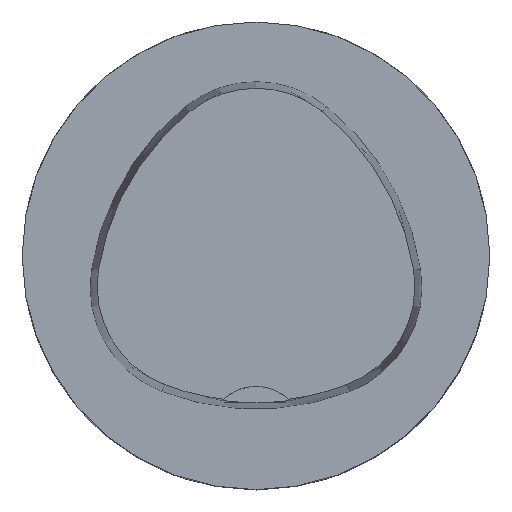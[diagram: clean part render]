
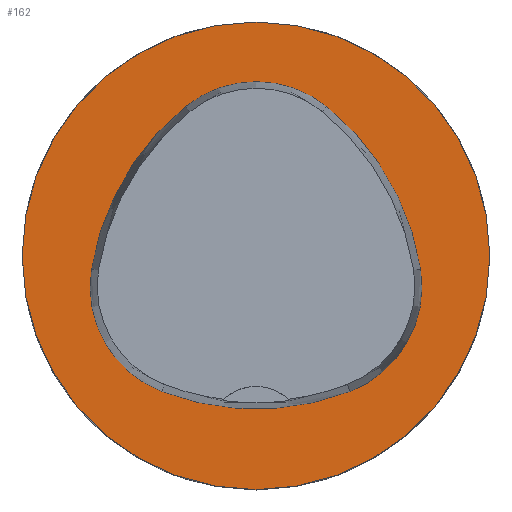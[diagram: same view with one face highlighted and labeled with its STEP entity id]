
A CAD part, top view. The second image highlights one B-rep face of the part: STEP entity #162.
In plain terms, the highlighted planar face has unit normal (0, 0, 1).
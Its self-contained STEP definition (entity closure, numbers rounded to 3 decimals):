
#108=PLANE('',#537);
#162=ADVANCED_FACE('',(#211,#212),#108,.T.);
#185=CIRCLE('',#509,25.0);
#186=CIRCLE('',#515,28.0);
#188=CIRCLE('',#518,12.0);
#190=CIRCLE('',#521,28.0);
#192=CIRCLE('',#524,12.0);
#196=CIRCLE('',#529,28.0);
#198=CIRCLE('',#532,12.0);
#211=FACE_BOUND('',#232,.T.);
#212=FACE_BOUND('',#233,.T.);
#232=EDGE_LOOP('',(#317,#318,#319,#320,#321,#322));
#233=EDGE_LOOP('',(#323));
#317=ORIENTED_EDGE('',*,*,#444,.T.);
#318=ORIENTED_EDGE('',*,*,#424,.T.);
#319=ORIENTED_EDGE('',*,*,#428,.T.);
#320=ORIENTED_EDGE('',*,*,#431,.T.);
#321=ORIENTED_EDGE('',*,*,#434,.T.);
#322=ORIENTED_EDGE('',*,*,#442,.T.);
#323=ORIENTED_EDGE('',*,*,#415,.F.);
#378=VERTEX_POINT('',#716);
#387=VERTEX_POINT('',#735);
#388=VERTEX_POINT('',#736);
#391=VERTEX_POINT('',#744);
#393=VERTEX_POINT('',#750);
#395=VERTEX_POINT('',#756);
#402=VERTEX_POINT('',#777);
#415=EDGE_CURVE('',#378,#378,#185,.T.);
#424=EDGE_CURVE('',#387,#388,#186,.T.);
#428=EDGE_CURVE('',#388,#391,#188,.T.);
#431=EDGE_CURVE('',#391,#393,#190,.T.);
#434=EDGE_CURVE('',#393,#395,#192,.T.);
#442=EDGE_CURVE('',#395,#402,#196,.T.);
#444=EDGE_CURVE('',#402,#387,#198,.T.);
#509=AXIS2_PLACEMENT_3D('',#715,#576,#577);
#515=AXIS2_PLACEMENT_3D('',#734,#592,#593);
#518=AXIS2_PLACEMENT_3D('',#743,#600,#601);
#521=AXIS2_PLACEMENT_3D('',#749,#607,#608);
#524=AXIS2_PLACEMENT_3D('',#755,#614,#615);
#529=AXIS2_PLACEMENT_3D('',#778,#626,#627);
#532=AXIS2_PLACEMENT_3D('',#781,#632,#633);
#537=AXIS2_PLACEMENT_3D('',#786,#642,#643);
#576=DIRECTION('',(0.0,0.0,-1.0));
#577=DIRECTION('',(-1.0,0.0,0.0));
#592=DIRECTION('',(0.0,0.0,-1.0));
#593=DIRECTION('',(-1.0,0.0,0.0));
#600=DIRECTION('',(0.0,0.0,-1.0));
#601=DIRECTION('',(-1.0,0.0,0.0));
#607=DIRECTION('',(0.0,0.0,-1.0));
#608=DIRECTION('',(-1.0,0.0,0.0));
#614=DIRECTION('',(0.0,0.0,-1.0));
#615=DIRECTION('',(-1.0,0.0,0.0));
#626=DIRECTION('',(0.0,0.0,-1.0));
#627=DIRECTION('',(-1.0,0.0,0.0));
#632=DIRECTION('',(0.0,0.0,-1.0));
#633=DIRECTION('',(-1.0,0.0,0.0));
#642=DIRECTION('',(0.0,0.0,1.0));
#643=DIRECTION('',(-1.0,0.0,0.0));
#715=CARTESIAN_POINT('',(0.0,0.0,0.0));
#716=CARTESIAN_POINT('',(-25.0,0.0,0.0));
#734=CARTESIAN_POINT('',(10.068,-5.824,0.0));
#735=CARTESIAN_POINT('',(-17.584,-1.424,0.0));
#736=CARTESIAN_POINT('',(-7.531,15.953,0.0));
#743=CARTESIAN_POINT('',(0.011,6.62,0.0));
#744=CARTESIAN_POINT('',(7.567,15.942,0.0));
#749=CARTESIAN_POINT('',(-10.063,-5.81,0.0));
#750=CARTESIAN_POINT('',(17.59,-1.418,0.0));
#755=CARTESIAN_POINT('',(5.739,-3.3,0.0));
#756=CARTESIAN_POINT('',(10.05,-14.499,0.0));
#777=CARTESIAN_POINT('',(-10.025,-14.516,0.0));
#778=CARTESIAN_POINT('',(-0.01,11.631,0.0));
#781=CARTESIAN_POINT('',(-5.733,-3.31,0.0));
#786=CARTESIAN_POINT('',(0.0,0.0,0.0));
